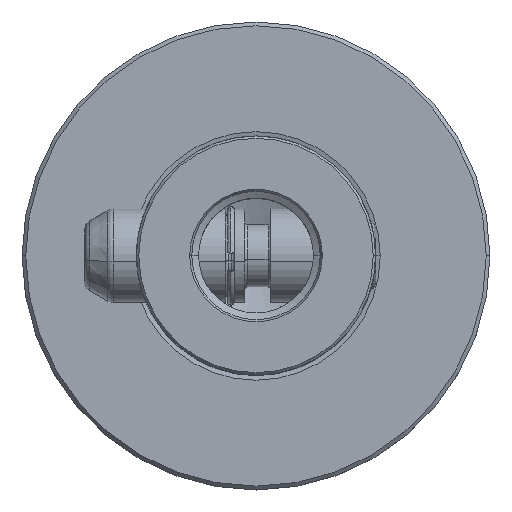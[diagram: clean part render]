
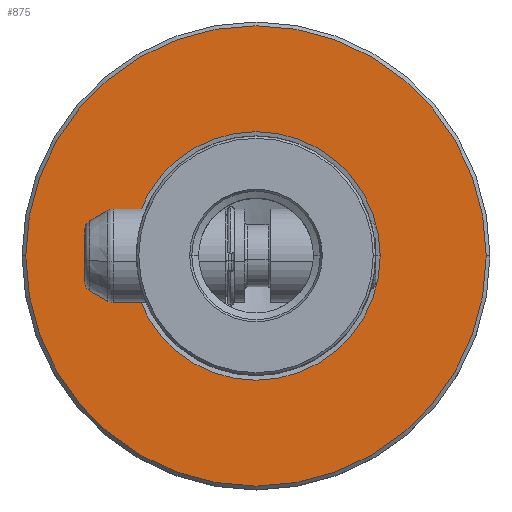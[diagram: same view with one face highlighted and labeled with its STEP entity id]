
A CAD part, top view. The second image highlights one B-rep face of the part: STEP entity #875.
In plain terms, the highlighted planar face has unit normal (0, 0, 1).
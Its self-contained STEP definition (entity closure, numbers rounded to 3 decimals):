
#875=ADVANCED_FACE('NONE',(#2510,#2511),#2512,.T.);
#1029=VERTEX_POINT('NONE',#2685);
#1427=VERTEX_POINT('NONE',#3121);
#1487=EDGE_CURVE('NONE',#1427,#1639,#3190,.T.);
#1639=VERTEX_POINT('NONE',#3366);
#1979=EDGE_CURVE('NONE',#1639,#1427,#3743,.T.);
#2281=EDGE_CURVE('NONE',#1029,#2427,#4086,.T.);
#2291=EDGE_CURVE('NONE',#2427,#1029,#4098,.T.);
#2427=VERTEX_POINT('NONE',#4249);
#2510=FACE_OUTER_BOUND('',#4339,.T.);
#2511=FACE_BOUND('',#4340,.T.);
#2512=PLANE('',#4341);
#2685=CARTESIAN_POINT('',(23.899,0.0,0.0));
#3121=CARTESIAN_POINT('',(44.275,0.,0.0));
#3190=CIRCLE('',#5606,44.275);
#3366=CARTESIAN_POINT('',(-44.275,0.0,0.0));
#3743=CIRCLE('',#6587,44.275);
#4086=CIRCLE('',#7159,23.899);
#4098=CIRCLE('',#7172,23.899);
#4249=CARTESIAN_POINT('',(-23.899,0.,0.0));
#4339=EDGE_LOOP('',(#7548,#7549));
#4340=EDGE_LOOP('',(#7550,#7551));
#4341=AXIS2_PLACEMENT_3D('',#7552,#7553,#7554);
#5606=AXIS2_PLACEMENT_3D('',#8381,#8382,#8383);
#6587=AXIS2_PLACEMENT_3D('',#9075,#9076,#9077);
#7159=AXIS2_PLACEMENT_3D('',#9536,#9537,#9538);
#7172=AXIS2_PLACEMENT_3D('',#9559,#9560,#9561);
#7548=ORIENTED_EDGE('',*,*,#1979,.T.);
#7549=ORIENTED_EDGE('',*,*,#1487,.T.);
#7550=ORIENTED_EDGE('',*,*,#2281,.F.);
#7551=ORIENTED_EDGE('',*,*,#2291,.F.);
#7552=CARTESIAN_POINT('',(0.0,23.0,0.0));
#7553=DIRECTION('',(0.0,0.0,1.0));
#7554=DIRECTION('',(1.0,0.0,0.0));
#8381=CARTESIAN_POINT('',(0.0,0.0,0.0));
#8382=DIRECTION('',(0.0,0.0,1.0));
#8383=DIRECTION('',(1.0,0.0,0.0));
#9075=CARTESIAN_POINT('',(0.0,0.0,0.0));
#9076=DIRECTION('',(0.0,0.0,1.0));
#9077=DIRECTION('',(1.0,0.0,0.0));
#9536=CARTESIAN_POINT('',(0.0,0.0,0.0));
#9537=DIRECTION('',(0.0,0.0,1.0));
#9538=DIRECTION('',(1.0,0.0,0.0));
#9559=CARTESIAN_POINT('',(0.0,0.0,0.0));
#9560=DIRECTION('',(0.0,0.0,1.0));
#9561=DIRECTION('',(1.0,0.0,0.0));
